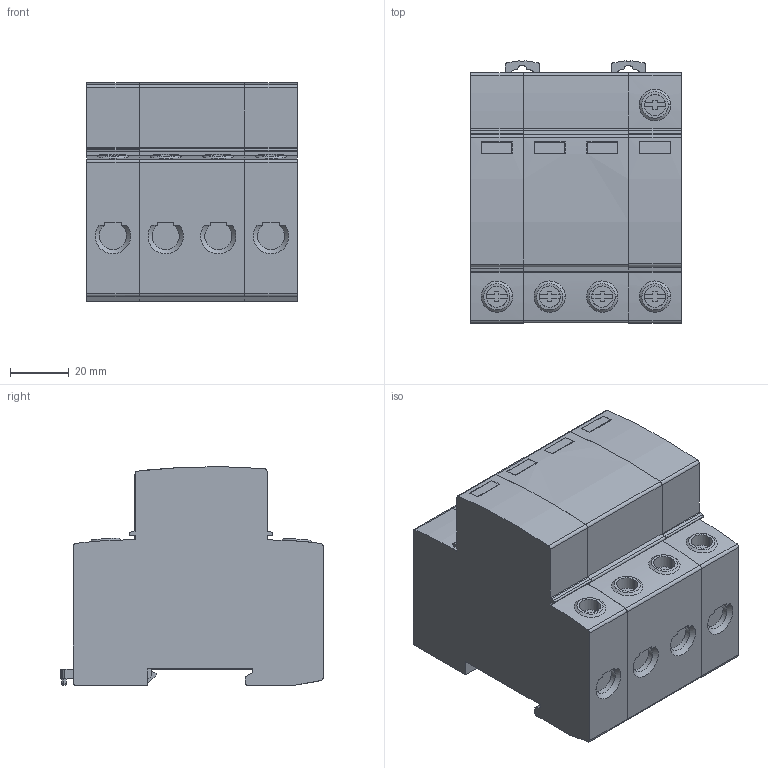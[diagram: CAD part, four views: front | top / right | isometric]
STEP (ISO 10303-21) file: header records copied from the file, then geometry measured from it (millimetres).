
FILE_DESCRIPTION((''),'2;1');
FILE_NAME('SIMPLIFIED_ASM','2019-03-29T15:52:12',('danae.lavaud'),(''),'CREO PARAMETRIC BY PTC INC, 2018260','CREO PARAMETRIC BY PTC INC, 2018260','');
FILE_SCHEMA(('CONFIG_CONTROL_DESIGN'));
Length unit declared in the file: millimetre
Products named in the file (33): PRT0001; PRT0001_1; PRT0002_1_1_1; PRT0001_1_AF1_1_1; PRT0004_1_1_1_1; PRT0004_1_2_1_1; PRT0004_1_ASM_1_ASM_1_ASM; SIMPLIFIED_ASM_1_AF1_ASM_1_ASM__ASM; A9L16182_3D-SIMPLIFIED_AF1_ASM__ASM; PRT0002_1_1_1_2_1_1_1; PRT0002_1_1_1_2_1_1_2; PRT0002_1_1_1_2_1_1_ASM; PRT0001_1_1_1_2_AF0_1_AF0_1; PRT0003_1_1_1_2_1_AF0_1_1; PRT0003_1_1_1_2_2_1_1; PRT0003_1_1_1_2_AF0_ASM_1_ASM_1_ASM; PRT0004_1_1_1_1_1_1_1; PRT0004_1_1_1_1_1_1_2; PRT0004_1_1_1_1_1_1_ASM; PRT0004_1_2_1_1_1_1; PRT0004_1_ASM_1_1_ASM_1_ASM_1_ASM; SIMPLIFIED_ASM_1_ASM_1_1_AF0_AS_ASM; ASM0003_AF0_ASM_1_AF0_ASM_1_ASM; PRT0003_1_1_1; PRT0003_1_2_1; PRT0003_1_3_1; PRT0003_1_ASM_1_ASM; SIMPLIFIED_ASM_1_AF0_ASM_1_ASM; A9L16282_3D-SIMPLIFIED_AF0_ASM__ASM; SIMPLIFIED_ASM_1_ASM; A9L16382_3D-SIMPLIFIED_ASM; PRT0; SIMPLIFIED_ASM
Assembly tree (33 placements, depth 10):
  SIMPLIFIED_ASM
    PRT0001
    A9L16382_3D-SIMPLIFIED_ASM
      SIMPLIFIED_ASM_1_ASM
        PRT0001_1
        A9L16282_3D-SIMPLIFIED_AF0_ASM__ASM
          SIMPLIFIED_ASM_1_AF0_ASM_1_ASM
            A9L16182_3D-SIMPLIFIED_AF1_ASM__ASM
              SIMPLIFIED_ASM_1_AF1_ASM_1_ASM__ASM
                PRT0002_1_1_1
                PRT0001_1_AF1_1_1
                PRT0004_1_ASM_1_ASM_1_ASM
                  PRT0004_1_1_1_1
                  PRT0004_1_2_1_1
            ASM0003_AF0_ASM_1_AF0_ASM_1_ASM
              SIMPLIFIED_ASM_1_ASM_1_1_AF0_AS_ASM
                PRT0002_1_1_1_2_1_1_ASM
                  PRT0002_1_1_1_2_1_1_1
                  PRT0002_1_1_1_2_1_1_2
                PRT0001_1_1_1_2_AF0_1_AF0_1
                PRT0003_1_1_1_2_AF0_ASM_1_ASM_1_ASM  x2
                  PRT0003_1_1_1_2_1_AF0_1_1
                  PRT0003_1_1_1_2_2_1_1
                PRT0004_1_ASM_1_1_ASM_1_ASM_1_ASM
                  PRT0004_1_1_1_1_1_1_ASM
                  PRT0004_1_2_1_1_1_1
            PRT0003_1_ASM_1_ASM
              PRT0003_1_1_1
              PRT0003_1_2_1
              PRT0003_1_3_1
    PRT0
Bounding box: 71.5 x 88.95 x 74.18 mm (x, y, z)
Volume: 359930.4 mm3; surface area: 62134.3 mm2
Topology: 19 solids, 22 shells, 627 faces, 1681 edges, 1124 vertices
Faces by surface type: plane 477, cylinder 123, bspline 14, extrusion 8, cone 5
Entity records: 19994 total; most frequent: CARTESIAN_POINT 4835, ORIENTED_EDGE 3052, DIRECTION 3009, EDGE_CURVE 1526, VECTOR 1205, LINE 1197, VERTEX_POINT 1022, AXIS2_PLACEMENT_3D 902
